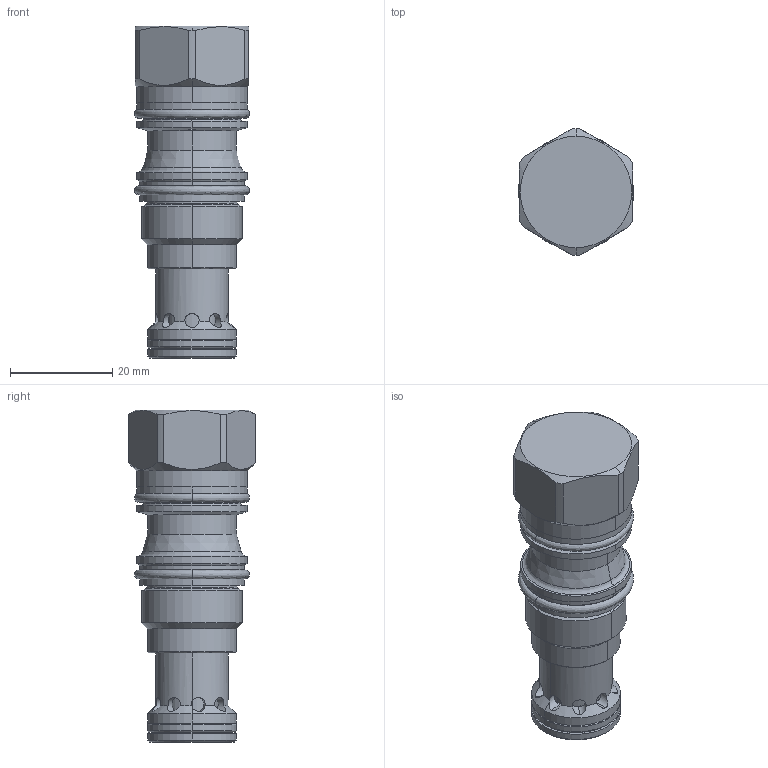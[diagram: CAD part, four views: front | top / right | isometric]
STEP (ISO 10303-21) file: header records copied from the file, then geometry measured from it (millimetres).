
FILE_DESCRIPTION((''),'2;1');
FILE_NAME('RSDS8-WN_PRT','2015-02-19T',('Administrator'),(''),'PRO/ENGINEER BY PARAMETRIC TECHNOLOGY CORPORATION, 2006240','PRO/ENGINEER BY PARAMETRIC TECHNOLOGY CORPORATION, 2006240','');
FILE_SCHEMA(('CONFIG_CONTROL_DESIGN'));
Length unit declared in the file: inch
Products named in the file (1): RSDS8-WN_PRT
Bounding box: 22.55 x 24.84 x 65.07 mm (x, y, z)
Volume: 18174.1 mm3; surface area: 7928.5 mm2
Topology: 3 solids, 4 shells, 218 faces, 545 edges, 330 vertices
Faces by surface type: cylinder 92, cone 48, plane 40, torus 22, revolution 8, bspline 6, sphere 2
Entity records: 8762 total; most frequent: CARTESIAN_POINT 3545, DIRECTION 1114, ORIENTED_EDGE 1078, EDGE_CURVE 539, AXIS2_PLACEMENT_3D 471, VERTEX_POINT 330, CIRCLE 267, EDGE_LOOP 241
